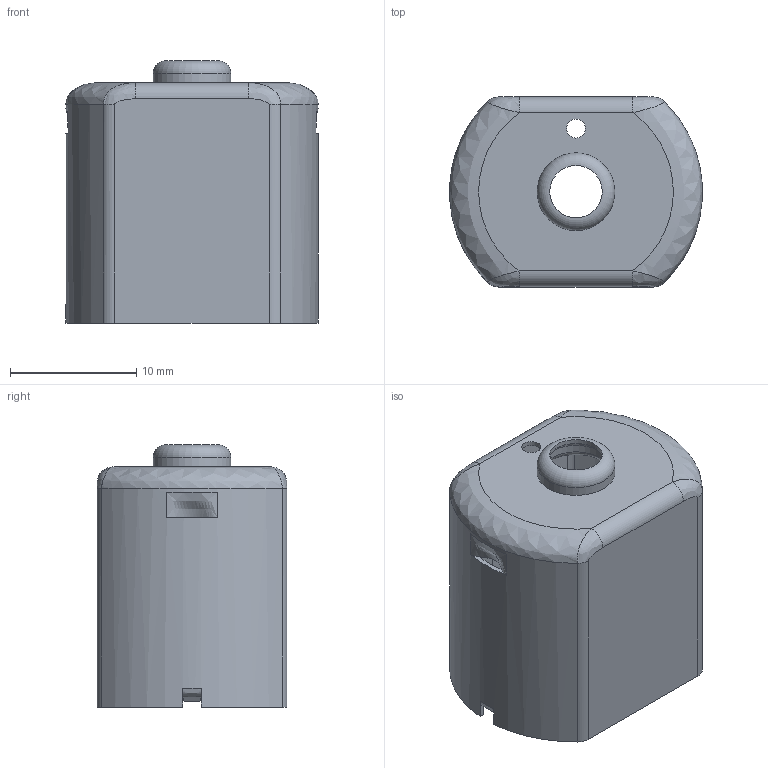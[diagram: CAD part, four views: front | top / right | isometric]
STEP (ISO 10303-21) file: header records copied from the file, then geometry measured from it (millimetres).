
FILE_DESCRIPTION (( 'STEP AP214' ), '1' );
FILE_NAME ('Part1.STEP', '2025-07-09T15:13:04', ( '' ), ( '' ), 'SwSTEP 2.0', 'SolidWorks 2025', '' );
FILE_SCHEMA (( 'AUTOMOTIVE_DESIGN' ));
Length unit declared in the file: millimetre
Products named in the file (1): Part1
Bounding box: 19.99 x 15 x 20.75 mm (x, y, z)
Volume: 501 mm3; surface area: 2729.6 mm2
Topology: 1 solids, 1 shells, 105 faces, 292 edges, 189 vertices
Faces by surface type: plane 46, cylinder 30, bspline 20, cone 6, torus 3
Full cylindrical faces by diameter (mm): 1.5 x1, 4.15 x1, 5.4 x1, 6.15 x1
Entity records: 5956 total; most frequent: CARTESIAN_POINT 3407, ORIENTED_EDGE 566, DIRECTION 462, EDGE_CURVE 283, VERTEX_POINT 187, AXIS2_PLACEMENT_3D 157, LINE 148, VECTOR 148
